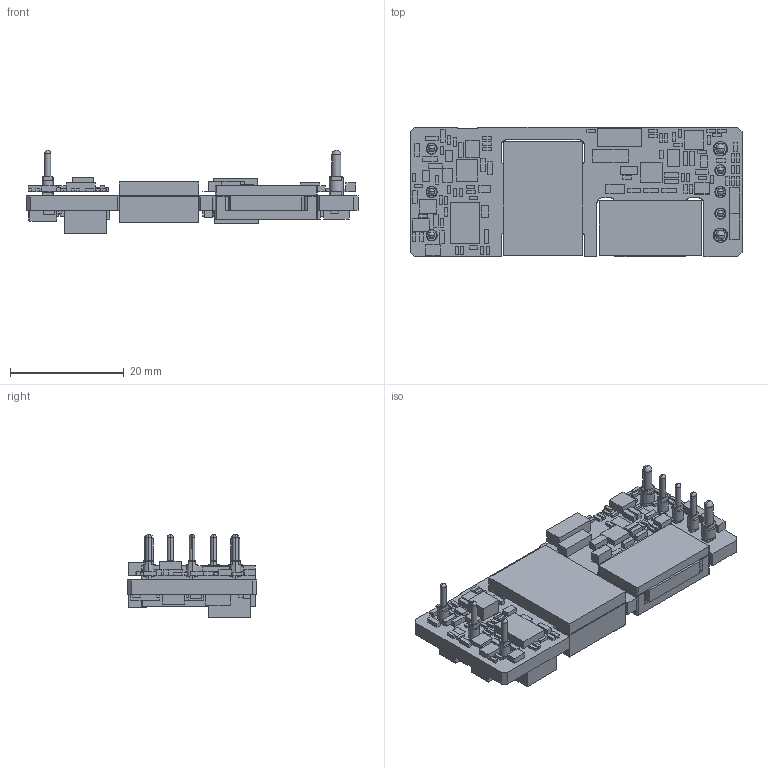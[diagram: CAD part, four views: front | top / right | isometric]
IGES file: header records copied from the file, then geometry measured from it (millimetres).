
Start section: SolidWorks IGES file using analytic representation for surfaces
Global section: file name: mps-dcdc-uee-12-12.5-thd-a.IGS; native system: SolidWorks 2012; preprocessor: SolidWorks 2012; author: jxiao; date: 141209.135056; units: inch
Bounding box: 58.42 x 22.86 x 14.66 mm (x, y, z)
Surface area: 8541.7 mm2 (no closed solid volume)
Topology: 0 solids, 0 shells, 1319 faces, 7536 edges, 7524 vertices
Faces by surface type: bspline 1073, revolution 246
